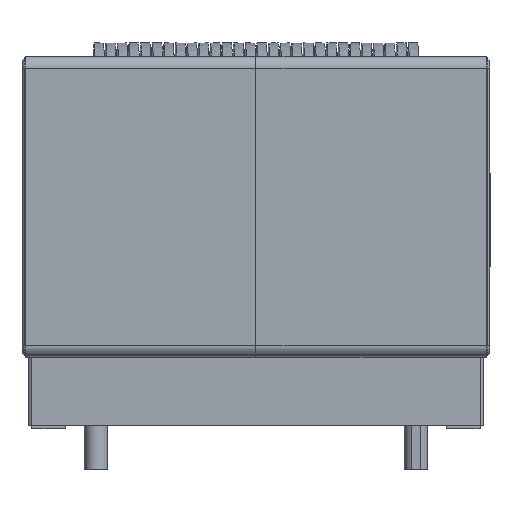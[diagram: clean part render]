
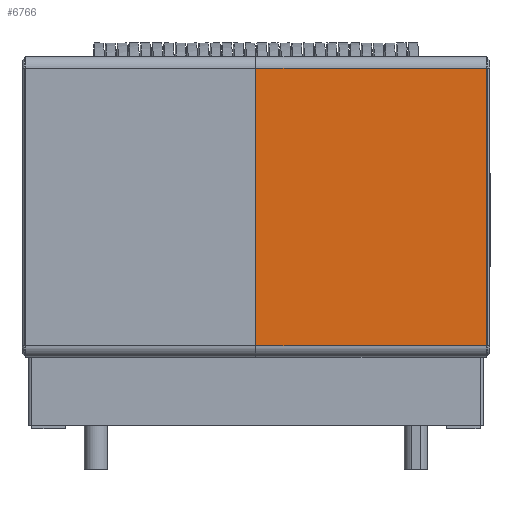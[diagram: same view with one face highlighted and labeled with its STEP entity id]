
A CAD part, left-side view. The second image highlights one B-rep face of the part: STEP entity #6766.
In plain terms, the highlighted planar face has unit normal (-1, 0, 0).
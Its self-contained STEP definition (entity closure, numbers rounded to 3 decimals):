
#362=PLANE('',#7619);
#1404=ORIENTED_EDGE('',*,*,#2995,.T.);
#1405=ORIENTED_EDGE('',*,*,#3068,.T.);
#1406=ORIENTED_EDGE('',*,*,#2989,.T.);
#1407=ORIENTED_EDGE('',*,*,#3029,.F.);
#2989=EDGE_CURVE('',#3887,#3888,#4602,.F.);
#2995=EDGE_CURVE('',#3894,#3893,#4605,.T.);
#3029=EDGE_CURVE('',#3894,#3888,#4620,.T.);
#3068=EDGE_CURVE('',#3893,#3887,#4639,.T.);
#3887=VERTEX_POINT('',#10379);
#3888=VERTEX_POINT('',#10380);
#3893=VERTEX_POINT('',#10391);
#3894=VERTEX_POINT('',#10393);
#4602=LINE('',#10378,#5284);
#4605=LINE('',#10392,#5287);
#4620=LINE('',#10462,#5302);
#4639=LINE('',#10527,#5321);
#5284=VECTOR('',#8534,1000.);
#5287=VECTOR('',#8545,1000.);
#5302=VECTOR('',#8618,1000.);
#5321=VECTOR('',#8695,1000.);
#5829=EDGE_LOOP('',(#1404,#1405,#1406,#1407));
#6273=FACE_BOUND('',#5829,.T.);
#6766=ADVANCED_FACE('',(#6273),#362,.F.);
#7619=AXIS2_PLACEMENT_3D('',#10526,#8693,#8694);
#8534=DIRECTION('',(0.,0.,-1.));
#8545=DIRECTION('',(0.,0.,-1.));
#8618=DIRECTION('',(0.,-1.,0.));
#8693=DIRECTION('',(1.,0.,0.));
#8694=DIRECTION('',(0.,0.,-1.));
#8695=DIRECTION('',(0.,-1.,0.));
#10378=CARTESIAN_POINT('',(-17.6,-12.,20.25));
#10379=CARTESIAN_POINT('',(-17.6,-12.,0.3));
#10380=CARTESIAN_POINT('',(-17.6,-12.,20.25));
#10391=CARTESIAN_POINT('',(-17.6,12.,0.3));
#10392=CARTESIAN_POINT('',(-17.6,12.,20.25));
#10393=CARTESIAN_POINT('',(-17.6,12.,20.25));
#10462=CARTESIAN_POINT('',(-17.6,13.,20.25));
#10526=CARTESIAN_POINT('',(-17.6,13.,20.25));
#10527=CARTESIAN_POINT('',(-17.6,12.,0.3));
